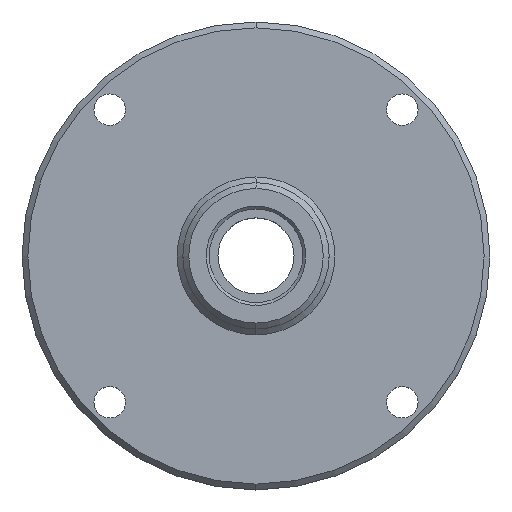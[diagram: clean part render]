
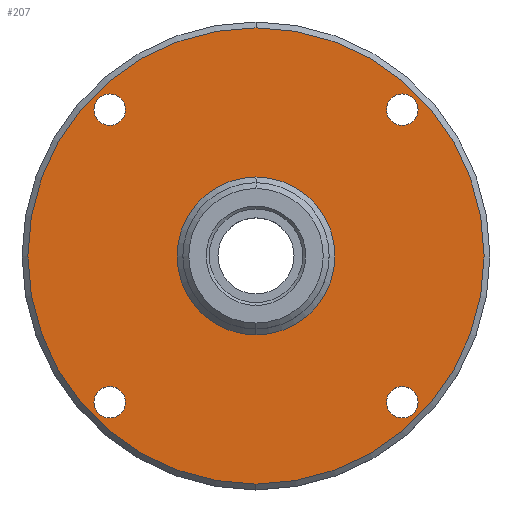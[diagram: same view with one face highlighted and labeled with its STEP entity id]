
A CAD part, top view. The second image highlights one B-rep face of the part: STEP entity #207.
In plain terms, the highlighted planar face has unit normal (0, 0, 1).
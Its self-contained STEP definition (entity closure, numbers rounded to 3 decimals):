
#60=CARTESIAN_POINT('Vertex',(44.6,-50.,16.)) ;
#65=CARTESIAN_POINT('Axis2P3D Location',(50.,-50.,16.)) ;
#69=CARTESIAN_POINT('Vertex',(55.4,-50.,16.)) ;
#91=CARTESIAN_POINT('Axis2P3D Location',(50.,-50.,16.)) ;
#108=CARTESIAN_POINT('Axis2P3D Location',(0.,-25.,16.)) ;
#113=CARTESIAN_POINT('Axis2P3D Location',(0.,0.,16.)) ;
#117=CARTESIAN_POINT('Vertex',(0.,78.,16.)) ;
#119=CARTESIAN_POINT('Vertex',(0.,-78.,16.)) ;
#122=CARTESIAN_POINT('Axis2P3D Location',(0.,0.,16.)) ;
#135=CARTESIAN_POINT('Axis2P3D Location',(0.,0.,16.)) ;
#139=CARTESIAN_POINT('Vertex',(0.,27.,16.)) ;
#141=CARTESIAN_POINT('Vertex',(0.,-27.,16.)) ;
#144=CARTESIAN_POINT('Axis2P3D Location',(0.,0.,16.)) ;
#153=CARTESIAN_POINT('Axis2P3D Location',(-50.,-50.,16.)) ;
#157=CARTESIAN_POINT('Vertex',(-55.4,-50.,16.)) ;
#159=CARTESIAN_POINT('Vertex',(-44.6,-50.,16.)) ;
#162=CARTESIAN_POINT('Axis2P3D Location',(-50.,-50.,16.)) ;
#171=CARTESIAN_POINT('Axis2P3D Location',(50.,50.,16.)) ;
#175=CARTESIAN_POINT('Vertex',(44.6,50.,16.)) ;
#177=CARTESIAN_POINT('Vertex',(55.4,50.,16.)) ;
#180=CARTESIAN_POINT('Axis2P3D Location',(50.,50.,16.)) ;
#189=CARTESIAN_POINT('Axis2P3D Location',(-50.,50.,16.)) ;
#193=CARTESIAN_POINT('Vertex',(-55.4,50.,16.)) ;
#195=CARTESIAN_POINT('Vertex',(-44.6,50.,16.)) ;
#198=CARTESIAN_POINT('Axis2P3D Location',(-50.,50.,16.)) ;
#66=DIRECTION('Axis2P3D Direction',(0.,-0.,1.)) ;
#92=DIRECTION('Axis2P3D Direction',(0.,-0.,1.)) ;
#109=DIRECTION('Axis2P3D Direction',(0.,0.,1.)) ;
#110=DIRECTION('Axis2P3D XDirection',(1.,0.,0.)) ;
#114=DIRECTION('Axis2P3D Direction',(0.,0.,1.)) ;
#123=DIRECTION('Axis2P3D Direction',(0.,0.,1.)) ;
#136=DIRECTION('Axis2P3D Direction',(0.,0.,1.)) ;
#145=DIRECTION('Axis2P3D Direction',(0.,0.,1.)) ;
#154=DIRECTION('Axis2P3D Direction',(0.,0.,1.)) ;
#163=DIRECTION('Axis2P3D Direction',(0.,0.,1.)) ;
#172=DIRECTION('Axis2P3D Direction',(0.,0.,1.)) ;
#181=DIRECTION('Axis2P3D Direction',(0.,0.,1.)) ;
#190=DIRECTION('Axis2P3D Direction',(0.,0.,1.)) ;
#199=DIRECTION('Axis2P3D Direction',(0.,0.,1.)) ;
#67=AXIS2_PLACEMENT_3D('Circle Axis2P3D',#65,#66,$) ;
#93=AXIS2_PLACEMENT_3D('Circle Axis2P3D',#91,#92,$) ;
#111=AXIS2_PLACEMENT_3D('Plane Axis2P3D',#108,#109,#110) ;
#115=AXIS2_PLACEMENT_3D('Circle Axis2P3D',#113,#114,$) ;
#124=AXIS2_PLACEMENT_3D('Circle Axis2P3D',#122,#123,$) ;
#137=AXIS2_PLACEMENT_3D('Circle Axis2P3D',#135,#136,$) ;
#146=AXIS2_PLACEMENT_3D('Circle Axis2P3D',#144,#145,$) ;
#155=AXIS2_PLACEMENT_3D('Circle Axis2P3D',#153,#154,$) ;
#164=AXIS2_PLACEMENT_3D('Circle Axis2P3D',#162,#163,$) ;
#173=AXIS2_PLACEMENT_3D('Circle Axis2P3D',#171,#172,$) ;
#182=AXIS2_PLACEMENT_3D('Circle Axis2P3D',#180,#181,$) ;
#191=AXIS2_PLACEMENT_3D('Circle Axis2P3D',#189,#190,$) ;
#200=AXIS2_PLACEMENT_3D('Circle Axis2P3D',#198,#199,$) ;
#128=ORIENTED_EDGE('',*,*,#121,.T.) ;
#129=ORIENTED_EDGE('',*,*,#126,.T.) ;
#132=ORIENTED_EDGE('',*,*,#95,.F.) ;
#133=ORIENTED_EDGE('',*,*,#71,.F.) ;
#150=ORIENTED_EDGE('',*,*,#143,.T.) ;
#151=ORIENTED_EDGE('',*,*,#148,.T.) ;
#168=ORIENTED_EDGE('',*,*,#161,.F.) ;
#169=ORIENTED_EDGE('',*,*,#166,.F.) ;
#186=ORIENTED_EDGE('',*,*,#179,.F.) ;
#187=ORIENTED_EDGE('',*,*,#184,.F.) ;
#204=ORIENTED_EDGE('',*,*,#197,.F.) ;
#205=ORIENTED_EDGE('',*,*,#202,.F.) ;
#134=FACE_BOUND('',#131,.T.) ;
#152=FACE_BOUND('',#149,.T.) ;
#170=FACE_BOUND('',#167,.T.) ;
#188=FACE_BOUND('',#185,.T.) ;
#206=FACE_BOUND('',#203,.T.) ;
#207=ADVANCED_FACE('Corps principal',(#130,#134,#152,#170,#188,#206),#112,.T.) ;
#68=CIRCLE('generated circle',#67,5.4) ;
#94=CIRCLE('generated circle',#93,5.4) ;
#116=CIRCLE('generated circle',#115,78.) ;
#125=CIRCLE('generated circle',#124,78.) ;
#138=CIRCLE('generated circle',#137,27.) ;
#147=CIRCLE('generated circle',#146,27.) ;
#156=CIRCLE('generated circle',#155,5.4) ;
#165=CIRCLE('generated circle',#164,5.4) ;
#174=CIRCLE('generated circle',#173,5.4) ;
#183=CIRCLE('generated circle',#182,5.4) ;
#192=CIRCLE('generated circle',#191,5.4) ;
#201=CIRCLE('generated circle',#200,5.4) ;
#71=EDGE_CURVE('',#61,#70,#68,.T.) ;
#95=EDGE_CURVE('',#70,#61,#94,.T.) ;
#121=EDGE_CURVE('',#118,#120,#116,.T.) ;
#126=EDGE_CURVE('',#120,#118,#125,.T.) ;
#143=EDGE_CURVE('',#140,#142,#138,.F.) ;
#148=EDGE_CURVE('',#142,#140,#147,.F.) ;
#161=EDGE_CURVE('',#158,#160,#156,.T.) ;
#166=EDGE_CURVE('',#160,#158,#165,.T.) ;
#179=EDGE_CURVE('',#176,#178,#174,.T.) ;
#184=EDGE_CURVE('',#178,#176,#183,.T.) ;
#197=EDGE_CURVE('',#194,#196,#192,.T.) ;
#202=EDGE_CURVE('',#196,#194,#201,.T.) ;
#127=EDGE_LOOP('',(#128,#129)) ;
#131=EDGE_LOOP('',(#132,#133)) ;
#149=EDGE_LOOP('',(#150,#151)) ;
#167=EDGE_LOOP('',(#168,#169)) ;
#185=EDGE_LOOP('',(#186,#187)) ;
#203=EDGE_LOOP('',(#204,#205)) ;
#130=FACE_OUTER_BOUND('',#127,.T.) ;
#112=PLANE('',#111) ;
#61=VERTEX_POINT('',#60) ;
#70=VERTEX_POINT('',#69) ;
#118=VERTEX_POINT('',#117) ;
#120=VERTEX_POINT('',#119) ;
#140=VERTEX_POINT('',#139) ;
#142=VERTEX_POINT('',#141) ;
#158=VERTEX_POINT('',#157) ;
#160=VERTEX_POINT('',#159) ;
#176=VERTEX_POINT('',#175) ;
#178=VERTEX_POINT('',#177) ;
#194=VERTEX_POINT('',#193) ;
#196=VERTEX_POINT('',#195) ;
